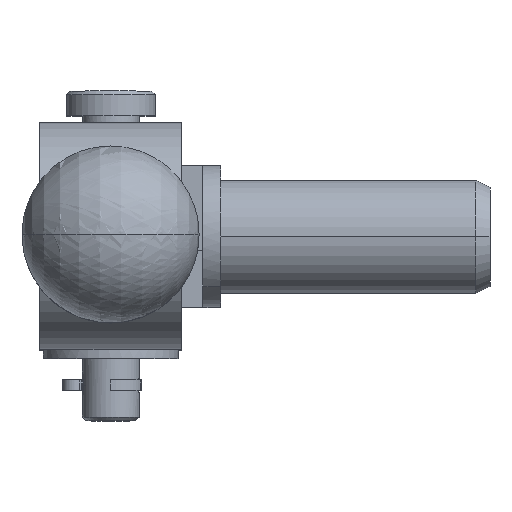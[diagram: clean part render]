
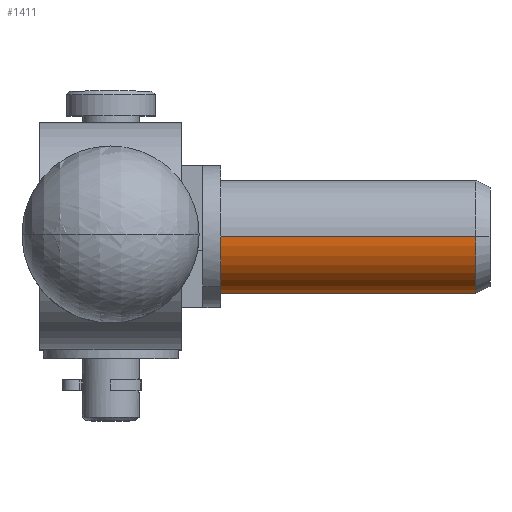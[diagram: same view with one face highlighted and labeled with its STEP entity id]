
A CAD part, top view. The second image highlights one B-rep face of the part: STEP entity #1411.
In plain terms, the highlighted cylindrical face has radius 8 mm (diameter 16 mm), a partial arc.
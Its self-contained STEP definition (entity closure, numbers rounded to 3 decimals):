
#808=AXIS2_PLACEMENT_3D('Cylinder Axis2P3D',#805,#806,#807) ;
#1191=AXIS2_PLACEMENT_3D('Circle Axis2P3D',#1189,#1190,$) ;
#1198=AXIS2_PLACEMENT_3D('Circle Axis2P3D',#1196,#1197,$) ;
#1393=AXIS2_PLACEMENT_3D('Circle Axis2P3D',#1391,#1392,$) ;
#1400=AXIS2_PLACEMENT_3D('Circle Axis2P3D',#1398,#1399,$) ;
#805=CARTESIAN_POINT('Axis2P3D Location',(18.521,0.,0.)) ;
#1186=CARTESIAN_POINT('Vertex',(9.,0.,-8.)) ;
#1189=CARTESIAN_POINT('Axis2P3D Location',(9.,0.,0.)) ;
#1193=CARTESIAN_POINT('Vertex',(9.,-8.,0.)) ;
#1196=CARTESIAN_POINT('Axis2P3D Location',(9.,0.,0.)) ;
#1200=CARTESIAN_POINT('Vertex',(9.,0.,8.)) ;
#1356=CARTESIAN_POINT('Line Origine',(18.521,0.,8.)) ;
#1360=CARTESIAN_POINT('Vertex',(45.021,0.,8.)) ;
#1374=CARTESIAN_POINT('Vertex',(45.021,0.,-8.)) ;
#1377=CARTESIAN_POINT('Line Origine',(18.521,0.,-8.)) ;
#1391=CARTESIAN_POINT('Axis2P3D Location',(45.021,0.,0.)) ;
#1395=CARTESIAN_POINT('Vertex',(45.021,-8.,0.)) ;
#1398=CARTESIAN_POINT('Axis2P3D Location',(45.021,0.,0.)) ;
#806=DIRECTION('Axis2P3D Direction',(-1.,0.,0.)) ;
#807=DIRECTION('Axis2P3D XDirection',(0.,0.,-1.)) ;
#1190=DIRECTION('Axis2P3D Direction',(-1.,0.,0.)) ;
#1197=DIRECTION('Axis2P3D Direction',(-1.,0.,0.)) ;
#1357=DIRECTION('Vector Direction',(-1.,0.,0.)) ;
#1378=DIRECTION('Vector Direction',(-1.,0.,0.)) ;
#1392=DIRECTION('Axis2P3D Direction',(-1.,0.,0.)) ;
#1399=DIRECTION('Axis2P3D Direction',(-1.,0.,0.)) ;
#1358=VECTOR('Line Direction',#1357,1.) ;
#1379=VECTOR('Line Direction',#1378,1.) ;
#1404=ORIENTED_EDGE('',*,*,#1381,.F.) ;
#1405=ORIENTED_EDGE('',*,*,#1397,.F.) ;
#1406=ORIENTED_EDGE('',*,*,#1402,.F.) ;
#1407=ORIENTED_EDGE('',*,*,#1362,.F.) ;
#1408=ORIENTED_EDGE('',*,*,#1202,.F.) ;
#1409=ORIENTED_EDGE('',*,*,#1195,.F.) ;
#1411=ADVANCED_FACE('SCHUBSTANGENSPANNER_TS_L_123M_357907',(#1410),#809,.T.) ;
#1192=CIRCLE('generated circle',#1191,8.) ;
#1199=CIRCLE('generated circle',#1198,8.) ;
#1394=CIRCLE('generated circle',#1393,8.) ;
#1401=CIRCLE('generated circle',#1400,8.) ;
#809=CYLINDRICAL_SURFACE('generated cylinder',#808,8.) ;
#1195=EDGE_CURVE('',#1187,#1194,#1192,.T.) ;
#1202=EDGE_CURVE('',#1194,#1201,#1199,.T.) ;
#1362=EDGE_CURVE('',#1201,#1361,#1359,.F.) ;
#1381=EDGE_CURVE('',#1375,#1187,#1380,.T.) ;
#1397=EDGE_CURVE('',#1396,#1375,#1394,.F.) ;
#1402=EDGE_CURVE('',#1361,#1396,#1401,.F.) ;
#1403=EDGE_LOOP('',(#1404,#1405,#1406,#1407,#1408,#1409)) ;
#1410=FACE_OUTER_BOUND('',#1403,.T.) ;
#1359=LINE('Line',#1356,#1358) ;
#1380=LINE('Line',#1377,#1379) ;
#1187=VERTEX_POINT('',#1186) ;
#1194=VERTEX_POINT('',#1193) ;
#1201=VERTEX_POINT('',#1200) ;
#1361=VERTEX_POINT('',#1360) ;
#1375=VERTEX_POINT('',#1374) ;
#1396=VERTEX_POINT('',#1395) ;
